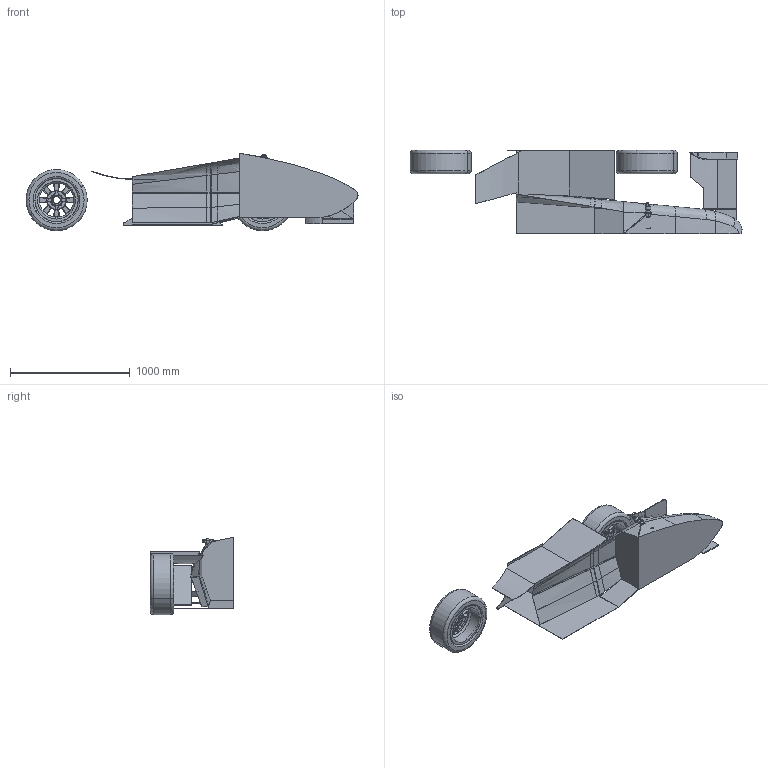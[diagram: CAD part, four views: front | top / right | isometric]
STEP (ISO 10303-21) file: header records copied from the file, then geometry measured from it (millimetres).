
FILE_DESCRIPTION(('CATIA V5 STEP Exchange'),'2;1');
FILE_NAME('2018 radiator analysis.stp','2018-02-14T17:11:24+00:00',('none'),('none'),'CATIA Version 5 Release 17 (IN-10)','CATIA V5 STEP AP203','none');
FILE_SCHEMA(('CONFIG_CONTROL_DESIGN'));
Length unit declared in the file: millimetre
Products named in the file (10): Product1; AssyTsutsui2018; Product9; Symmetry of DamperAssy 155; Symmetry of Spring; Symmetry of PHS 8EC.5; Symmetry of PHS_8ECBody; Symmetry of PHS_8ECBall; damperassy; F-wing
Assembly tree (22 placements, depth 5):
  Product1
    #56
    AssyTsutsui2018
      Product9
      #258  x2
      Symmetry of DamperAssy 155
        #14096
        Symmetry of Spring
        Symmetry of PHS 8EC.5
          Symmetry of PHS_8ECBody
          Symmetry of PHS_8ECBall
        damperassy
    #16100
    #17256
    #21843
    F-wing
      #24119
      #24504
      #25176
      #25726
    #26123
    #26146
Bounding box: 2769.99 x 700 x 644.99 mm (x, y, z)
Volume: 107037353.8 mm3; surface area: 9274478.9 mm2
Topology: 13 solids, 15 shells, 969 faces, 2458 edges, 1557 vertices
Faces by surface type: cylinder 340, plane 306, torus 137, bspline 121, cone 57, extrusion 8
Entity records: 26269 total; most frequent: CARTESIAN_POINT 12791, ORIENTED_EDGE 3068, DIRECTION 1956, EDGE_CURVE 1544, VERTEX_POINT 966, AXIS2_PLACEMENT_3D 824, EDGE_LOOP 671, VECTOR 653
